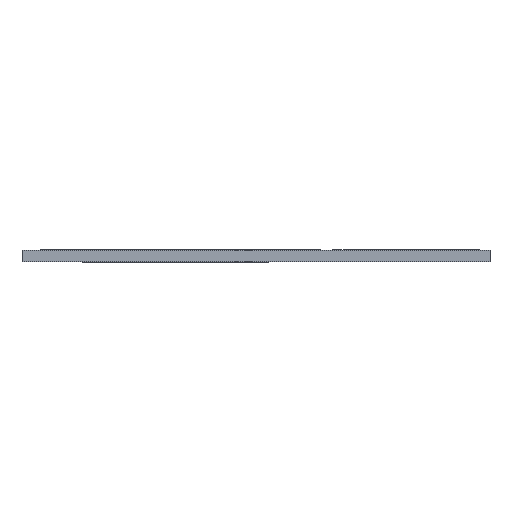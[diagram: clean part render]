
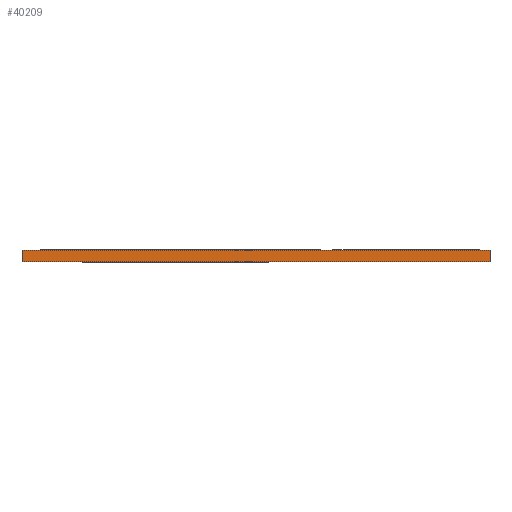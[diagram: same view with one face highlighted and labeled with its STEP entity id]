
A CAD part, front view. The second image highlights one B-rep face of the part: STEP entity #40209.
In plain terms, the highlighted planar face has unit normal (0, -1, 0).
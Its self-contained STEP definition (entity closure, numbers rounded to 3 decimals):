
#40209 = ADVANCED_FACE('',(#40210),#40244,.T.);
#40210 = FACE_BOUND('',#40211,.T.);
#40211 = EDGE_LOOP('',(#40212,#40222,#40230,#40238));
#40212 = ORIENTED_EDGE('',*,*,#40213,.T.);
#40213 = EDGE_CURVE('',#40214,#40216,#40218,.T.);
#40214 = VERTEX_POINT('',#40215);
#40215 = CARTESIAN_POINT('',(184.16,-142.14,0.));
#40216 = VERTEX_POINT('',#40217);
#40217 = CARTESIAN_POINT('',(184.16,-142.14,1.51));
#40218 = LINE('',#40219,#40220);
#40219 = CARTESIAN_POINT('',(184.16,-142.14,0.));
#40220 = VECTOR('',#40221,1.);
#40221 = DIRECTION('',(0.,0.,1.));
#40222 = ORIENTED_EDGE('',*,*,#40223,.T.);
#40223 = EDGE_CURVE('',#40216,#40224,#40226,.T.);
#40224 = VERTEX_POINT('',#40225);
#40225 = CARTESIAN_POINT('',(120.75,-142.14,1.51));
#40226 = LINE('',#40227,#40228);
#40227 = CARTESIAN_POINT('',(184.16,-142.14,1.51));
#40228 = VECTOR('',#40229,1.);
#40229 = DIRECTION('',(-1.,0.,0.));
#40230 = ORIENTED_EDGE('',*,*,#40231,.F.);
#40231 = EDGE_CURVE('',#40232,#40224,#40234,.T.);
#40232 = VERTEX_POINT('',#40233);
#40233 = CARTESIAN_POINT('',(120.75,-142.14,0.));
#40234 = LINE('',#40235,#40236);
#40235 = CARTESIAN_POINT('',(120.75,-142.14,0.));
#40236 = VECTOR('',#40237,1.);
#40237 = DIRECTION('',(0.,0.,1.));
#40238 = ORIENTED_EDGE('',*,*,#40239,.F.);
#40239 = EDGE_CURVE('',#40214,#40232,#40240,.T.);
#40240 = LINE('',#40241,#40242);
#40241 = CARTESIAN_POINT('',(184.16,-142.14,0.));
#40242 = VECTOR('',#40243,1.);
#40243 = DIRECTION('',(-1.,0.,0.));
#40244 = PLANE('',#40245);
#40245 = AXIS2_PLACEMENT_3D('',#40246,#40247,#40248);
#40246 = CARTESIAN_POINT('',(184.16,-142.14,0.));
#40247 = DIRECTION('',(0.,-1.,0.));
#40248 = DIRECTION('',(-1.,0.,0.));
